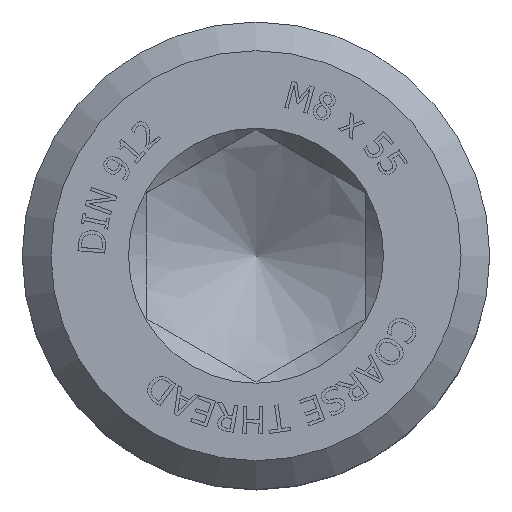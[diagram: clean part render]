
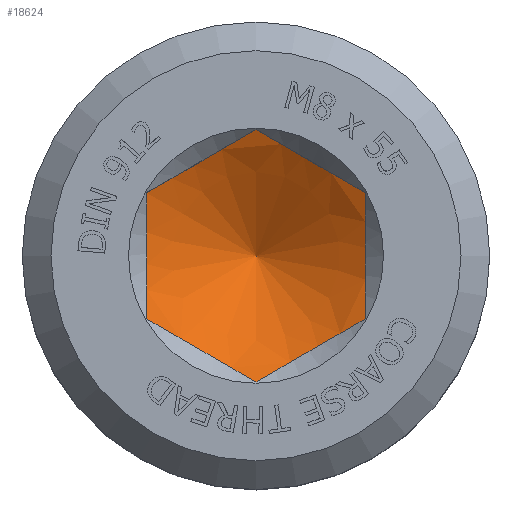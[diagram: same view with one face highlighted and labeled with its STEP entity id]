
A CAD part, top view. The second image highlights one B-rep face of the part: STEP entity #18624.
In plain terms, the highlighted conical face has half-angle 60 degrees and reference radius 2.6 mm.
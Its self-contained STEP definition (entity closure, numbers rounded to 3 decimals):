
#18252=CARTESIAN_POINT('',(0.,3.51,-4.0));
#18253=VERTEX_POINT('',#18252);
#18260=CARTESIAN_POINT('',(3.04,1.755,-4.0));
#18261=VERTEX_POINT('',#18260);
#18262=CARTESIAN_POINT('',(3.04,1.755,-4.0));
#18263=CARTESIAN_POINT('',(1.52,2.633,-4.507));
#18264=CARTESIAN_POINT('',(0.,3.51,-4.0));
#18272=(BOUNDED_CURVE()B_SPLINE_CURVE(2,(#18262,#18263,#18264),.UNSPECIFIED.,.F.,.U.)B_SPLINE_CURVE_WITH_KNOTS((3,3),(0.21,0.67),.UNSPECIFIED.)CURVE()GEOMETRIC_REPRESENTATION_ITEM()RATIONAL_B_SPLINE_CURVE((1.258,1.453,1.258))REPRESENTATION_ITEM(''));
#18273=EDGE_CURVE('',#18261,#18253,#18272,.T.);
#18290=CARTESIAN_POINT('',(-3.04,1.755,-4.0));
#18291=VERTEX_POINT('',#18290);
#18298=CARTESIAN_POINT('',(0.,3.51,-4.0));
#18299=CARTESIAN_POINT('',(-1.52,2.633,-4.507));
#18300=CARTESIAN_POINT('',(-3.04,1.755,-4.0));
#18308=(BOUNDED_CURVE()B_SPLINE_CURVE(2,(#18298,#18299,#18300),.UNSPECIFIED.,.F.,.U.)B_SPLINE_CURVE_WITH_KNOTS((3,3),(0.21,0.67),.UNSPECIFIED.)CURVE()GEOMETRIC_REPRESENTATION_ITEM()RATIONAL_B_SPLINE_CURVE((1.258,1.453,1.258))REPRESENTATION_ITEM(''));
#18309=EDGE_CURVE('',#18253,#18291,#18308,.T.);
#18321=CARTESIAN_POINT('',(-3.04,-1.755,-4.0));
#18322=VERTEX_POINT('',#18321);
#18329=CARTESIAN_POINT('',(-3.04,1.755,-4.0));
#18330=CARTESIAN_POINT('',(-3.04,0.,-4.507));
#18331=CARTESIAN_POINT('',(-3.04,-1.755,-4.0));
#18339=(BOUNDED_CURVE()B_SPLINE_CURVE(2,(#18329,#18330,#18331),.UNSPECIFIED.,.F.,.U.)B_SPLINE_CURVE_WITH_KNOTS((3,3),(0.21,0.67),.UNSPECIFIED.)CURVE()GEOMETRIC_REPRESENTATION_ITEM()RATIONAL_B_SPLINE_CURVE((1.258,1.453,1.258))REPRESENTATION_ITEM(''));
#18340=EDGE_CURVE('',#18291,#18322,#18339,.T.);
#18352=CARTESIAN_POINT('',(0.,-3.51,-4.0));
#18353=VERTEX_POINT('',#18352);
#18360=CARTESIAN_POINT('',(-3.04,-1.755,-4.0));
#18361=CARTESIAN_POINT('',(-1.52,-2.633,-4.507));
#18362=CARTESIAN_POINT('',(0.,-3.51,-4.0));
#18370=(BOUNDED_CURVE()B_SPLINE_CURVE(2,(#18360,#18361,#18362),.UNSPECIFIED.,.F.,.U.)B_SPLINE_CURVE_WITH_KNOTS((3,3),(0.21,0.67),.UNSPECIFIED.)CURVE()GEOMETRIC_REPRESENTATION_ITEM()RATIONAL_B_SPLINE_CURVE((1.258,1.453,1.258))REPRESENTATION_ITEM(''));
#18371=EDGE_CURVE('',#18322,#18353,#18370,.T.);
#18383=CARTESIAN_POINT('',(3.04,-1.755,-4.));
#18384=VERTEX_POINT('',#18383);
#18391=CARTESIAN_POINT('',(0.,-3.51,-4.0));
#18392=CARTESIAN_POINT('',(1.52,-2.633,-4.507));
#18393=CARTESIAN_POINT('',(3.04,-1.755,-4.));
#18401=(BOUNDED_CURVE()B_SPLINE_CURVE(2,(#18391,#18392,#18393),.UNSPECIFIED.,.F.,.U.)B_SPLINE_CURVE_WITH_KNOTS((3,3),(0.21,0.67),.UNSPECIFIED.)CURVE()GEOMETRIC_REPRESENTATION_ITEM()RATIONAL_B_SPLINE_CURVE((1.258,1.453,1.258))REPRESENTATION_ITEM(''));
#18402=EDGE_CURVE('',#18353,#18384,#18401,.T.);
#18415=CARTESIAN_POINT('',(3.04,-1.755,-4.));
#18416=CARTESIAN_POINT('',(3.04,0.,-4.507));
#18417=CARTESIAN_POINT('',(3.04,1.755,-4.0));
#18425=(BOUNDED_CURVE()B_SPLINE_CURVE(2,(#18415,#18416,#18417),.UNSPECIFIED.,.F.,.U.)B_SPLINE_CURVE_WITH_KNOTS((3,3),(0.21,0.67),.UNSPECIFIED.)CURVE()GEOMETRIC_REPRESENTATION_ITEM()RATIONAL_B_SPLINE_CURVE((1.258,1.453,1.258))REPRESENTATION_ITEM(''));
#18426=EDGE_CURVE('',#18384,#18261,#18425,.T.);
#18611=CARTESIAN_POINT('',(0.0,0.,-4.526));
#18612=DIRECTION('',(0.0,0.,1.0));
#18613=DIRECTION('',(0.0,1.0,0.0));
#18614=AXIS2_PLACEMENT_3D('',#18611,#18612,#18613);
#18615=CONICAL_SURFACE('',#18614,2.6,60.);
#18616=ORIENTED_EDGE('',*,*,#18340,.T.);
#18617=ORIENTED_EDGE('',*,*,#18371,.T.);
#18618=ORIENTED_EDGE('',*,*,#18402,.T.);
#18619=ORIENTED_EDGE('',*,*,#18426,.T.);
#18620=ORIENTED_EDGE('',*,*,#18273,.T.);
#18621=ORIENTED_EDGE('',*,*,#18309,.T.);
#18622=EDGE_LOOP('',(#18616,#18617,#18618,#18619,#18620,#18621));
#18623=FACE_OUTER_BOUND('',#18622,.T.);
#18624=ADVANCED_FACE('',(#18623),#18615,.F.);
